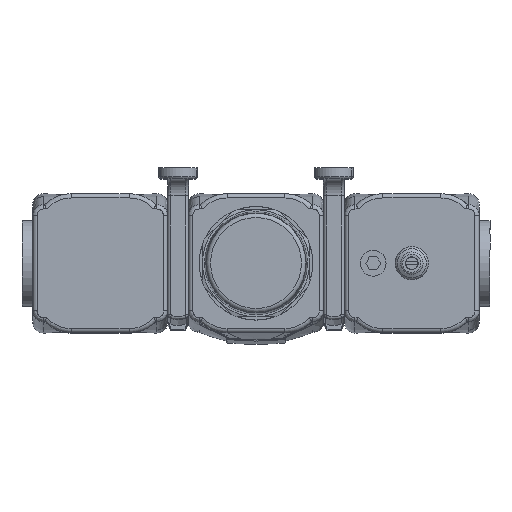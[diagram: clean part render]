
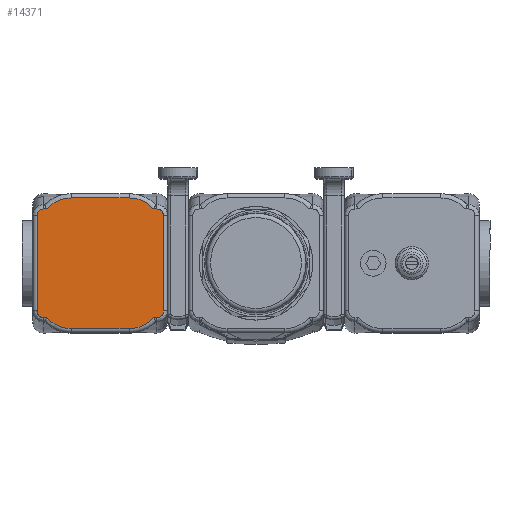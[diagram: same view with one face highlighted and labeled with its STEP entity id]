
A CAD part, top view. The second image highlights one B-rep face of the part: STEP entity #14371.
In plain terms, the highlighted planar face has unit normal (0, 0, 1).
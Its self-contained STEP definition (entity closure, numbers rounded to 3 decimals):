
#298=B_SPLINE_CURVE_WITH_KNOTS('',3,(#19351,#19352,#19353,#19354,#19355,
#19356),.UNSPECIFIED.,.F.,.F.,(4,1,1,4),(0.,0.205,0.341,
0.478),.UNSPECIFIED.);
#299=B_SPLINE_CURVE_WITH_KNOTS('',3,(#19360,#19361,#19362,#19363,#19364),
 .UNSPECIFIED.,.F.,.F.,(4,1,4),(0.,0.205,0.477),
 .UNSPECIFIED.);
#300=B_SPLINE_CURVE_WITH_KNOTS('',3,(#19376,#19377,#19378,#19379,#19380),
 .UNSPECIFIED.,.F.,.F.,(4,1,4),(0.,0.273,0.478),
 .UNSPECIFIED.);
#301=B_SPLINE_CURVE_WITH_KNOTS('',3,(#19384,#19385,#19386,#19387,#19388),
 .UNSPECIFIED.,.F.,.F.,(4,1,4),(0.,0.205,0.477),
 .UNSPECIFIED.);
#977=LINE('',#19344,#1767);
#978=LINE('',#19349,#1768);
#979=LINE('',#19358,#1769);
#980=LINE('',#19366,#1770);
#981=LINE('',#19370,#1771);
#982=LINE('',#19374,#1772);
#983=LINE('',#19382,#1773);
#984=LINE('',#19390,#1774);
#1767=VECTOR('',#16234,1000.);
#1768=VECTOR('',#16237,1000.);
#1769=VECTOR('',#16238,1000.);
#1770=VECTOR('',#16239,1000.);
#1771=VECTOR('',#16242,1000.);
#1772=VECTOR('',#16245,1000.);
#1773=VECTOR('',#16246,1000.);
#1774=VECTOR('',#16247,1000.);
#2857=ORIENTED_EDGE('',*,*,#5725,.F.);
#2858=ORIENTED_EDGE('',*,*,#5726,.F.);
#2859=ORIENTED_EDGE('',*,*,#5727,.F.);
#2860=ORIENTED_EDGE('',*,*,#5728,.F.);
#2861=ORIENTED_EDGE('',*,*,#5729,.F.);
#2862=ORIENTED_EDGE('',*,*,#5730,.F.);
#2863=ORIENTED_EDGE('',*,*,#5731,.F.);
#2864=ORIENTED_EDGE('',*,*,#5732,.F.);
#2865=ORIENTED_EDGE('',*,*,#5733,.F.);
#2866=ORIENTED_EDGE('',*,*,#5734,.F.);
#2867=ORIENTED_EDGE('',*,*,#5735,.F.);
#2868=ORIENTED_EDGE('',*,*,#5736,.F.);
#2869=ORIENTED_EDGE('',*,*,#5737,.F.);
#2870=ORIENTED_EDGE('',*,*,#5738,.F.);
#2871=ORIENTED_EDGE('',*,*,#5739,.F.);
#2872=ORIENTED_EDGE('',*,*,#5740,.F.);
#5725=EDGE_CURVE('',#7188,#7189,#977,.T.);
#5726=EDGE_CURVE('',#7190,#7188,#8064,.T.);
#5727=EDGE_CURVE('',#7191,#7190,#978,.T.);
#5728=EDGE_CURVE('',#7192,#7191,#298,.T.);
#5729=EDGE_CURVE('',#7193,#7192,#979,.T.);
#5730=EDGE_CURVE('',#7194,#7193,#299,.T.);
#5731=EDGE_CURVE('',#7195,#7194,#980,.T.);
#5732=EDGE_CURVE('',#7196,#7195,#8065,.T.);
#5733=EDGE_CURVE('',#7197,#7196,#981,.T.);
#5734=EDGE_CURVE('',#7198,#7197,#8066,.T.);
#5735=EDGE_CURVE('',#7199,#7198,#982,.T.);
#5736=EDGE_CURVE('',#7200,#7199,#300,.T.);
#5737=EDGE_CURVE('',#7201,#7200,#983,.T.);
#5738=EDGE_CURVE('',#7202,#7201,#301,.T.);
#5739=EDGE_CURVE('',#7203,#7202,#984,.T.);
#5740=EDGE_CURVE('',#7189,#7203,#8067,.T.);
#7188=VERTEX_POINT('',#19345);
#7189=VERTEX_POINT('',#19346);
#7190=VERTEX_POINT('',#19348);
#7191=VERTEX_POINT('',#19350);
#7192=VERTEX_POINT('',#19357);
#7193=VERTEX_POINT('',#19359);
#7194=VERTEX_POINT('',#19365);
#7195=VERTEX_POINT('',#19367);
#7196=VERTEX_POINT('',#19369);
#7197=VERTEX_POINT('',#19371);
#7198=VERTEX_POINT('',#19373);
#7199=VERTEX_POINT('',#19375);
#7200=VERTEX_POINT('',#19381);
#7201=VERTEX_POINT('',#19383);
#7202=VERTEX_POINT('',#19389);
#7203=VERTEX_POINT('',#19391);
#8064=CIRCLE('',#15079,15.5);
#8065=CIRCLE('',#15080,15.5);
#8066=CIRCLE('',#15081,15.5);
#8067=CIRCLE('',#15082,15.5);
#8458=EDGE_LOOP('',(#2857,#2858,#2859,#2860,#2861,#2862,#2863,#2864,#2865,
#2866,#2867,#2868,#2869,#2870,#2871,#2872));
#9228=FACE_BOUND('',#8458,.T.);
#9937=PLANE('',#15078);
#14371=ADVANCED_FACE('',(#9228),#9937,.T.);
#15078=AXIS2_PLACEMENT_3D('',#19343,#16232,#16233);
#15079=AXIS2_PLACEMENT_3D('',#19347,#16235,#16236);
#15080=AXIS2_PLACEMENT_3D('',#19368,#16240,#16241);
#15081=AXIS2_PLACEMENT_3D('',#19372,#16243,#16244);
#15082=AXIS2_PLACEMENT_3D('',#19392,#16248,#16249);
#16232=DIRECTION('',(0.,0.,1.));
#16233=DIRECTION('',(1.,0.,0.));
#16234=DIRECTION('',(1.,0.,0.));
#16235=DIRECTION('',(0.,0.,-1.));
#16236=DIRECTION('',(-0.401,0.916,0.));
#16237=DIRECTION('',(1.,0.,0.));
#16238=DIRECTION('',(0.,1.,0.));
#16239=DIRECTION('',(-1.,0.,0.));
#16240=DIRECTION('',(0.,0.,-1.));
#16241=DIRECTION('',(-0.401,-0.916,0.));
#16242=DIRECTION('',(-1.,0.,0.));
#16243=DIRECTION('',(0.,0.,-1.));
#16244=DIRECTION('',(0.401,-0.916,0.));
#16245=DIRECTION('',(-1.,0.,0.));
#16246=DIRECTION('',(0.,-1.,0.));
#16247=DIRECTION('',(1.,0.,0.));
#16248=DIRECTION('',(0.,0.,-1.));
#16249=DIRECTION('',(0.401,0.916,0.));
#19343=CARTESIAN_POINT('',(0.,0.,40.));
#19344=CARTESIAN_POINT('',(-13.5,30.5,40.));
#19345=CARTESIAN_POINT('',(-13.5,30.5,40.));
#19346=CARTESIAN_POINT('',(13.5,30.5,40.));
#19347=CARTESIAN_POINT('',(-13.5,15.,40.));
#19348=CARTESIAN_POINT('',(-25.03,25.359,40.));
#19349=CARTESIAN_POINT('',(-26.5,25.359,40.));
#19350=CARTESIAN_POINT('',(-26.5,25.359,40.));
#19351=CARTESIAN_POINT('',(-29.5,22.244,40.));
#19352=CARTESIAN_POINT('',(-29.5,22.927,40.));
#19353=CARTESIAN_POINT('',(-29.127,24.069,40.));
#19354=CARTESIAN_POINT('',(-27.871,25.136,40.));
#19355=CARTESIAN_POINT('',(-26.955,25.359,40.));
#19356=CARTESIAN_POINT('',(-26.5,25.359,40.));
#19357=CARTESIAN_POINT('',(-29.5,22.244,40.));
#19358=CARTESIAN_POINT('',(-29.5,-22.244,40.));
#19359=CARTESIAN_POINT('',(-29.5,-22.244,40.));
#19360=CARTESIAN_POINT('',(-26.5,-25.359,40.));
#19361=CARTESIAN_POINT('',(-27.182,-25.359,40.));
#19362=CARTESIAN_POINT('',(-28.784,-24.758,40.));
#19363=CARTESIAN_POINT('',(-29.5,-23.153,40.));
#19364=CARTESIAN_POINT('',(-29.5,-22.244,40.));
#19365=CARTESIAN_POINT('',(-26.5,-25.359,40.));
#19366=CARTESIAN_POINT('',(-25.03,-25.359,40.));
#19367=CARTESIAN_POINT('',(-25.03,-25.359,40.));
#19368=CARTESIAN_POINT('',(-13.5,-15.,40.));
#19369=CARTESIAN_POINT('',(-13.5,-30.5,40.));
#19370=CARTESIAN_POINT('',(13.5,-30.5,40.));
#19371=CARTESIAN_POINT('',(13.5,-30.5,40.));
#19372=CARTESIAN_POINT('',(13.5,-15.,40.));
#19373=CARTESIAN_POINT('',(25.03,-25.359,40.));
#19374=CARTESIAN_POINT('',(26.5,-25.359,40.));
#19375=CARTESIAN_POINT('',(26.5,-25.359,40.));
#19376=CARTESIAN_POINT('',(29.5,-22.244,40.));
#19377=CARTESIAN_POINT('',(29.5,-23.155,40.));
#19378=CARTESIAN_POINT('',(28.788,-24.752,40.));
#19379=CARTESIAN_POINT('',(27.183,-25.359,40.));
#19380=CARTESIAN_POINT('',(26.5,-25.359,40.));
#19381=CARTESIAN_POINT('',(29.5,-22.244,40.));
#19382=CARTESIAN_POINT('',(29.5,22.244,40.));
#19383=CARTESIAN_POINT('',(29.5,22.244,40.));
#19384=CARTESIAN_POINT('',(26.5,25.359,40.));
#19385=CARTESIAN_POINT('',(27.182,25.359,40.));
#19386=CARTESIAN_POINT('',(28.784,24.758,40.));
#19387=CARTESIAN_POINT('',(29.5,23.153,40.));
#19388=CARTESIAN_POINT('',(29.5,22.244,40.));
#19389=CARTESIAN_POINT('',(26.5,25.359,40.));
#19390=CARTESIAN_POINT('',(25.03,25.359,40.));
#19391=CARTESIAN_POINT('',(25.03,25.359,40.));
#19392=CARTESIAN_POINT('',(13.5,15.,40.));
